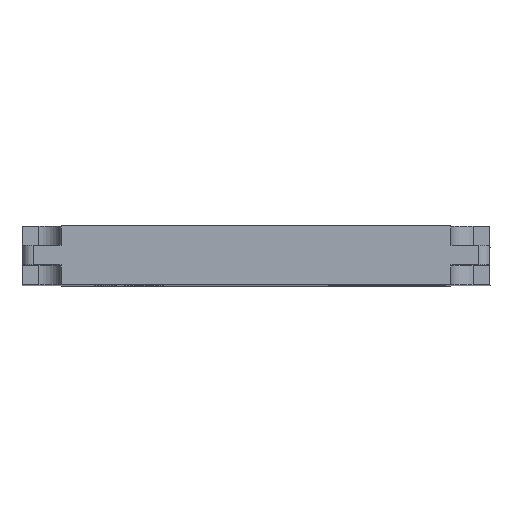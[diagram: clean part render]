
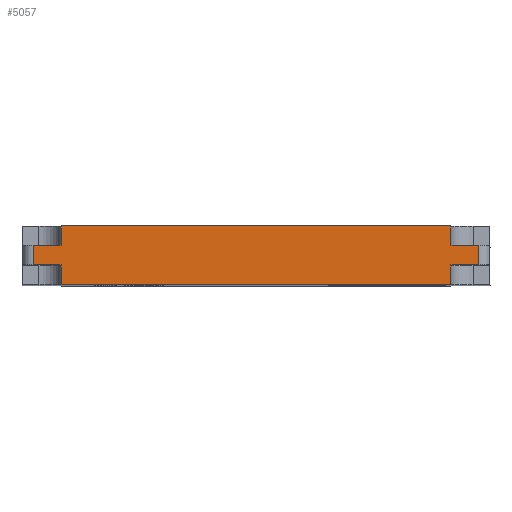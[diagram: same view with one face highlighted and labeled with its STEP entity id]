
A CAD part, top view. The second image highlights one B-rep face of the part: STEP entity #5057.
In plain terms, the highlighted planar face has unit normal (0, 0, 1).
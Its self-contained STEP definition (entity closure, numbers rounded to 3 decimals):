
#76 = CARTESIAN_POINT ( 'NONE',  ( 82., 7., 0. ) ) ;
#125 = EDGE_CURVE ( 'NONE', #1577, #7752, #7488, .T. ) ;
#144 = VECTOR ( 'NONE', #6754, 1000. ) ;
#217 = CARTESIAN_POINT ( 'NONE',  ( 77., 7., 0. ) ) ;
#245 = LINE ( 'NONE', #6109, #144 ) ;
#261 = VERTEX_POINT ( 'NONE', #5604 ) ;
#280 = VERTEX_POINT ( 'NONE', #3207 ) ;
#286 = DIRECTION ( 'NONE',  ( 0., 1., 0. ) ) ;
#341 = CARTESIAN_POINT ( 'NONE',  ( 82., 10.5, 0. ) ) ;
#570 = VECTOR ( 'NONE', #2054, 1000. ) ;
#690 = CARTESIAN_POINT ( 'NONE',  ( 0., 10.5, 0. ) ) ;
#777 = ORIENTED_EDGE ( 'NONE', *, *, #1768, .T. ) ;
#796 = VERTEX_POINT ( 'NONE', #5126 ) ;
#810 = VERTEX_POINT ( 'NONE', #7573 ) ;
#832 = EDGE_CURVE ( 'NONE', #810, #936, #6638, .T. ) ;
#863 = VECTOR ( 'NONE', #887, 1000. ) ;
#887 = DIRECTION ( 'NONE',  ( 0., 1., 0. ) ) ;
#936 = VERTEX_POINT ( 'NONE', #5242 ) ;
#1069 = LINE ( 'NONE', #341, #4496 ) ;
#1076 = VECTOR ( 'NONE', #2224, 1000. ) ;
#1083 = EDGE_CURVE ( 'NONE', #1577, #261, #3388, .T. ) ;
#1134 = VECTOR ( 'NONE', #4528, 1000. ) ;
#1577 = VERTEX_POINT ( 'NONE', #1609 ) ;
#1609 = CARTESIAN_POINT ( 'NONE',  ( 77., 7., 0. ) ) ;
#1621 = LINE ( 'NONE', #6335, #863 ) ;
#1636 = DIRECTION ( 'NONE',  ( 0., -1., 0. ) ) ;
#1720 = FACE_OUTER_BOUND ( 'NONE', #2462, .T. ) ;
#1768 = EDGE_CURVE ( 'NONE', #280, #6190, #5091, .T. ) ;
#1776 = CARTESIAN_POINT ( 'NONE',  ( 77., 7., 0. ) ) ;
#1812 = LINE ( 'NONE', #2107, #570 ) ;
#1875 = DIRECTION ( 'NONE',  ( -1., 0., 0. ) ) ;
#2054 = DIRECTION ( 'NONE',  ( -1., 0., 0. ) ) ;
#2088 = EDGE_CURVE ( 'NONE', #280, #3809, #245, .T. ) ;
#2101 = CARTESIAN_POINT ( 'NONE',  ( 77., 3.5, 0. ) ) ;
#2107 = CARTESIAN_POINT ( 'NONE',  ( 0., 3.5, 0. ) ) ;
#2161 = CARTESIAN_POINT ( 'NONE',  ( 7., 3.5, 0. ) ) ;
#2224 = DIRECTION ( 'NONE',  ( 0., -1., 0. ) ) ;
#2274 = ORIENTED_EDGE ( 'NONE', *, *, #125, .F. ) ;
#2462 = EDGE_LOOP ( 'NONE', ( #4359, #5280, #2929, #4110, #7374, #7252, #2274, #3829, #7564, #2795, #5684, #777 ) ) ;
#2547 = CARTESIAN_POINT ( 'NONE',  ( 0., 3.5, 0. ) ) ;
#2633 = EDGE_CURVE ( 'NONE', #4002, #3827, #6785, .T. ) ;
#2667 = DIRECTION ( 'NONE',  ( 0., -1., 0. ) ) ;
#2740 = CARTESIAN_POINT ( 'NONE',  ( 0., 10.5, 0. ) ) ;
#2751 = EDGE_CURVE ( 'NONE', #796, #261, #7717, .T. ) ;
#2795 = ORIENTED_EDGE ( 'NONE', *, *, #5789, .F. ) ;
#2832 = EDGE_CURVE ( 'NONE', #7534, #810, #6106, .T. ) ;
#2929 = ORIENTED_EDGE ( 'NONE', *, *, #832, .T. ) ;
#3207 = CARTESIAN_POINT ( 'NONE',  ( 2., 7., 0. ) ) ;
#3242 = DIRECTION ( 'NONE',  ( -1., 0., 0. ) ) ;
#3288 = DIRECTION ( 'NONE',  ( 1., 0., 0. ) ) ;
#3388 = LINE ( 'NONE', #1776, #3572 ) ;
#3572 = VECTOR ( 'NONE', #4716, 1000. ) ;
#3696 = VECTOR ( 'NONE', #3288, 1000. ) ;
#3809 = VERTEX_POINT ( 'NONE', #5742 ) ;
#3817 = EDGE_CURVE ( 'NONE', #4002, #7752, #1069, .T. ) ;
#3822 = AXIS2_PLACEMENT_3D ( 'NONE', #690, #5407, #1875 ) ;
#3827 = VERTEX_POINT ( 'NONE', #2101 ) ;
#3829 = ORIENTED_EDGE ( 'NONE', *, *, #1083, .T. ) ;
#4002 = VERTEX_POINT ( 'NONE', #5404 ) ;
#4023 = CARTESIAN_POINT ( 'NONE',  ( 7., 3.5, 0. ) ) ;
#4110 = ORIENTED_EDGE ( 'NONE', *, *, #4247, .F. ) ;
#4247 = EDGE_CURVE ( 'NONE', #3827, #936, #7801, .T. ) ;
#4359 = ORIENTED_EDGE ( 'NONE', *, *, #5816, .F. ) ;
#4414 = VECTOR ( 'NONE', #1636, 1000. ) ;
#4496 = VECTOR ( 'NONE', #286, 1000. ) ;
#4528 = DIRECTION ( 'NONE',  ( 1., 0., 0. ) ) ;
#4716 = DIRECTION ( 'NONE',  ( 0., 1., 0. ) ) ;
#5057 = ADVANCED_FACE ( 'NONE', ( #1720 ), #6035, .F. ) ;
#5091 = LINE ( 'NONE', #7676, #4414 ) ;
#5126 = CARTESIAN_POINT ( 'NONE',  ( 7., 10.5, 0. ) ) ;
#5242 = CARTESIAN_POINT ( 'NONE',  ( 77., 0., 0. ) ) ;
#5280 = ORIENTED_EDGE ( 'NONE', *, *, #2832, .T. ) ;
#5404 = CARTESIAN_POINT ( 'NONE',  ( 82., 3.5, 0. ) ) ;
#5407 = DIRECTION ( 'NONE',  ( 0., 0., -1. ) ) ;
#5604 = CARTESIAN_POINT ( 'NONE',  ( 77., 10.5, 0. ) ) ;
#5644 = CARTESIAN_POINT ( 'NONE',  ( 0., 0., 0. ) ) ;
#5684 = ORIENTED_EDGE ( 'NONE', *, *, #2088, .F. ) ;
#5742 = CARTESIAN_POINT ( 'NONE',  ( 7., 7., 0. ) ) ;
#5789 = EDGE_CURVE ( 'NONE', #3809, #796, #1621, .T. ) ;
#5816 = EDGE_CURVE ( 'NONE', #7534, #6190, #1812, .T. ) ;
#6035 = PLANE ( 'NONE',  #3822 ) ;
#6106 = LINE ( 'NONE', #4023, #1076 ) ;
#6109 = CARTESIAN_POINT ( 'NONE',  ( 2., 7., 0. ) ) ;
#6190 = VERTEX_POINT ( 'NONE', #7397 ) ;
#6278 = CARTESIAN_POINT ( 'NONE',  ( 77., 3.5, 0. ) ) ;
#6335 = CARTESIAN_POINT ( 'NONE',  ( 7., 7., 0. ) ) ;
#6565 = VECTOR ( 'NONE', #2667, 1000. ) ;
#6582 = VECTOR ( 'NONE', #3242, 1000. ) ;
#6638 = LINE ( 'NONE', #5644, #1134 ) ;
#6754 = DIRECTION ( 'NONE',  ( 1., 0., 0. ) ) ;
#6785 = LINE ( 'NONE', #2547, #6582 ) ;
#7252 = ORIENTED_EDGE ( 'NONE', *, *, #3817, .T. ) ;
#7374 = ORIENTED_EDGE ( 'NONE', *, *, #2633, .F. ) ;
#7397 = CARTESIAN_POINT ( 'NONE',  ( 2., 3.5, 0. ) ) ;
#7488 = LINE ( 'NONE', #217, #3696 ) ;
#7534 = VERTEX_POINT ( 'NONE', #2161 ) ;
#7564 = ORIENTED_EDGE ( 'NONE', *, *, #2751, .F. ) ;
#7570 = DIRECTION ( 'NONE',  ( 1., 0., 0. ) ) ;
#7573 = CARTESIAN_POINT ( 'NONE',  ( 7., 0., 0. ) ) ;
#7634 = VECTOR ( 'NONE', #7570, 1000. ) ;
#7676 = CARTESIAN_POINT ( 'NONE',  ( 2., 10.5, 0. ) ) ;
#7717 = LINE ( 'NONE', #2740, #7634 ) ;
#7752 = VERTEX_POINT ( 'NONE', #76 ) ;
#7801 = LINE ( 'NONE', #6278, #6565 ) ;
